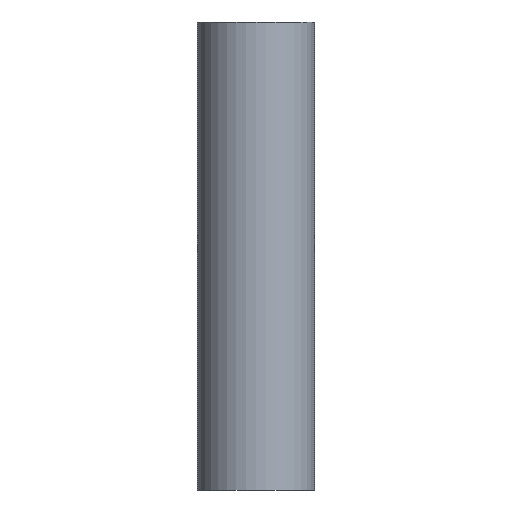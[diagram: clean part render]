
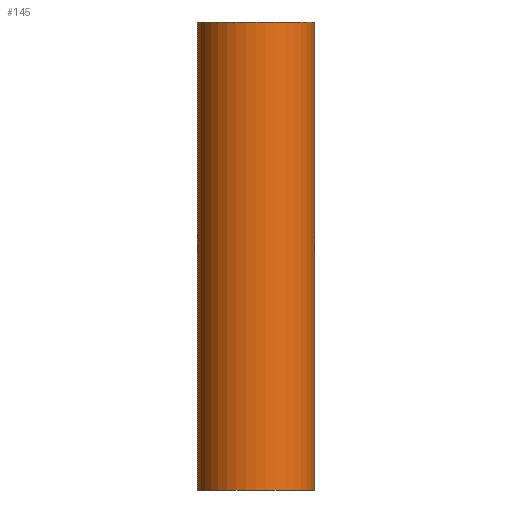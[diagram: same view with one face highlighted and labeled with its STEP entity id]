
A CAD part, front view. The second image highlights one B-rep face of the part: STEP entity #145.
In plain terms, the highlighted cylindrical face has radius 3.75 mm (diameter 7.5 mm), a partial arc.
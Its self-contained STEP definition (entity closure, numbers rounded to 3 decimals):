
#5 = ORIENTED_EDGE ( 'NONE', *, *, #168, .T. ) ;
#10 = CARTESIAN_POINT ( 'NONE',  ( 0., 0., 30. ) ) ;
#12 = CARTESIAN_POINT ( 'NONE',  ( -3.75, 0., 0. ) ) ;
#13 = CARTESIAN_POINT ( 'NONE',  ( -3.75, 0., 30. ) ) ;
#15 = VECTOR ( 'NONE', #89, 1000. ) ;
#22 = VERTEX_POINT ( 'NONE', #84 ) ;
#26 = CIRCLE ( 'NONE', #41, 3.75 ) ;
#27 = CARTESIAN_POINT ( 'NONE',  ( 3.75, 0., 30. ) ) ;
#41 = AXIS2_PLACEMENT_3D ( 'NONE', #135, #86, #55 ) ;
#42 = DIRECTION ( 'NONE',  ( 0., 0., -1. ) ) ;
#45 = CARTESIAN_POINT ( 'NONE',  ( 3.75, 0., 0. ) ) ;
#46 = CYLINDRICAL_SURFACE ( 'NONE', #61, 3.75 ) ;
#50 = EDGE_CURVE ( 'NONE', #82, #147, #56, .T. ) ;
#55 = DIRECTION ( 'NONE',  ( 1., 0., 0. ) ) ;
#56 = LINE ( 'NONE', #176, #15 ) ;
#59 = EDGE_CURVE ( 'NONE', #101, #147, #26, .T. ) ;
#61 = AXIS2_PLACEMENT_3D ( 'NONE', #94, #88, #149 ) ;
#68 = VECTOR ( 'NONE', #42, 1000. ) ;
#69 = DIRECTION ( 'NONE',  ( 1., 0., 0. ) ) ;
#80 = ORIENTED_EDGE ( 'NONE', *, *, #50, .F. ) ;
#82 = VERTEX_POINT ( 'NONE', #27 ) ;
#84 = CARTESIAN_POINT ( 'NONE',  ( -3.75, 0., 30. ) ) ;
#86 = DIRECTION ( 'NONE',  ( 0., 0., 1. ) ) ;
#88 = DIRECTION ( 'NONE',  ( 0., 0., -1. ) ) ;
#89 = DIRECTION ( 'NONE',  ( 0., 0., -1. ) ) ;
#93 = DIRECTION ( 'NONE',  ( 0., 0., 1. ) ) ;
#94 = CARTESIAN_POINT ( 'NONE',  ( 0., 0., 30. ) ) ;
#101 = VERTEX_POINT ( 'NONE', #12 ) ;
#119 = FACE_OUTER_BOUND ( 'NONE', #187, .T. ) ;
#128 = ORIENTED_EDGE ( 'NONE', *, *, #59, .T. ) ;
#135 = CARTESIAN_POINT ( 'NONE',  ( 0., 0., 0. ) ) ;
#143 = ORIENTED_EDGE ( 'NONE', *, *, #156, .F. ) ;
#145 = ADVANCED_FACE ( 'NONE', ( #119 ), #46, .T. ) ;
#147 = VERTEX_POINT ( 'NONE', #45 ) ;
#149 = DIRECTION ( 'NONE',  ( -1., 0., 0. ) ) ;
#152 = LINE ( 'NONE', #13, #68 ) ;
#156 = EDGE_CURVE ( 'NONE', #22, #82, #190, .T. ) ;
#168 = EDGE_CURVE ( 'NONE', #22, #101, #152, .T. ) ;
#169 = AXIS2_PLACEMENT_3D ( 'NONE', #10, #93, #69 ) ;
#176 = CARTESIAN_POINT ( 'NONE',  ( 3.75, 0., 30. ) ) ;
#187 = EDGE_LOOP ( 'NONE', ( #80, #143, #5, #128 ) ) ;
#190 = CIRCLE ( 'NONE', #169, 3.75 ) ;
